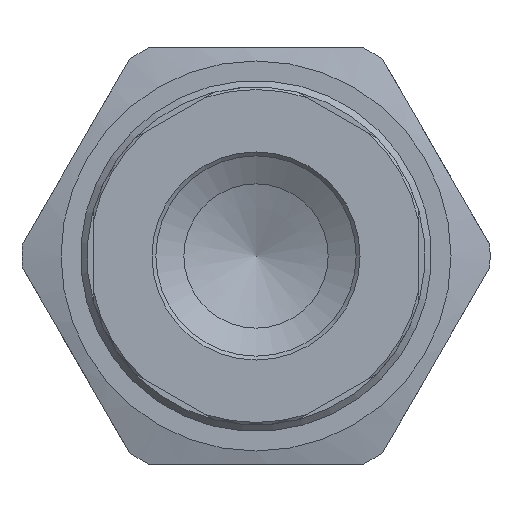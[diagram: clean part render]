
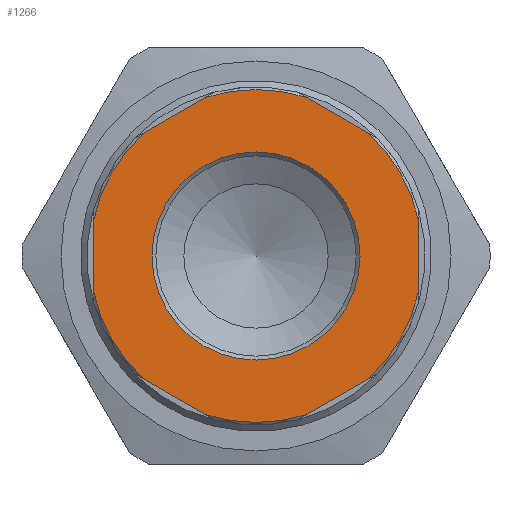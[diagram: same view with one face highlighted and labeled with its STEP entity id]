
A CAD part, left-side view. The second image highlights one B-rep face of the part: STEP entity #1266.
In plain terms, the highlighted planar face has unit normal (-1, 0, 0).
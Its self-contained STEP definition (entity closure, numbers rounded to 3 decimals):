
#58=FACE_BOUND('',#241,.T.);
#79=PLANE('',#1417);
#160=FACE_OUTER_BOUND('',#240,.T.);
#240=EDGE_LOOP('',(#1014,#1015,#1016,#1017,#1018,#1019,#1020,#1021,#1022,
#1023,#1024,#1025));
#241=EDGE_LOOP('',(#1026));
#304=LINE('',#2099,#367);
#308=LINE('',#2124,#371);
#312=LINE('',#2149,#375);
#316=LINE('',#2174,#379);
#320=LINE('',#2199,#383);
#324=LINE('',#2224,#387);
#367=VECTOR('',#1710,10.);
#371=VECTOR('',#1716,10.);
#375=VECTOR('',#1722,10.);
#379=VECTOR('',#1728,10.);
#383=VECTOR('',#1734,10.);
#387=VECTOR('',#1740,10.);
#442=CIRCLE('',#1410,8.);
#443=CIRCLE('',#1418,12.8);
#444=CIRCLE('',#1419,12.8);
#445=CIRCLE('',#1420,12.8);
#446=CIRCLE('',#1421,12.8);
#447=CIRCLE('',#1422,12.8);
#448=CIRCLE('',#1423,12.8);
#532=VERTEX_POINT('',#2072);
#534=VERTEX_POINT('',#2077);
#540=VERTEX_POINT('',#2095);
#542=VERTEX_POINT('',#2102);
#548=VERTEX_POINT('',#2120);
#550=VERTEX_POINT('',#2127);
#556=VERTEX_POINT('',#2145);
#558=VERTEX_POINT('',#2152);
#564=VERTEX_POINT('',#2170);
#566=VERTEX_POINT('',#2177);
#572=VERTEX_POINT('',#2195);
#574=VERTEX_POINT('',#2202);
#580=VERTEX_POINT('',#2220);
#684=EDGE_CURVE('',#532,#532,#442,.T.);
#693=EDGE_CURVE('',#534,#540,#304,.T.);
#701=EDGE_CURVE('',#542,#548,#308,.T.);
#709=EDGE_CURVE('',#550,#556,#312,.T.);
#717=EDGE_CURVE('',#558,#564,#316,.T.);
#725=EDGE_CURVE('',#566,#572,#320,.T.);
#733=EDGE_CURVE('',#574,#580,#324,.T.);
#734=EDGE_CURVE('',#542,#540,#443,.T.);
#735=EDGE_CURVE('',#550,#548,#444,.T.);
#736=EDGE_CURVE('',#558,#556,#445,.T.);
#737=EDGE_CURVE('',#566,#564,#446,.T.);
#738=EDGE_CURVE('',#574,#572,#447,.T.);
#739=EDGE_CURVE('',#534,#580,#448,.T.);
#1014=ORIENTED_EDGE('',*,*,#693,.T.);
#1015=ORIENTED_EDGE('',*,*,#734,.F.);
#1016=ORIENTED_EDGE('',*,*,#701,.T.);
#1017=ORIENTED_EDGE('',*,*,#735,.F.);
#1018=ORIENTED_EDGE('',*,*,#709,.T.);
#1019=ORIENTED_EDGE('',*,*,#736,.F.);
#1020=ORIENTED_EDGE('',*,*,#717,.T.);
#1021=ORIENTED_EDGE('',*,*,#737,.F.);
#1022=ORIENTED_EDGE('',*,*,#725,.T.);
#1023=ORIENTED_EDGE('',*,*,#738,.F.);
#1024=ORIENTED_EDGE('',*,*,#733,.T.);
#1025=ORIENTED_EDGE('',*,*,#739,.F.);
#1026=ORIENTED_EDGE('',*,*,#684,.T.);
#1266=ADVANCED_FACE('',(#160,#58),#79,.T.);
#1410=AXIS2_PLACEMENT_3D('',#2073,#1702,#1703);
#1417=AXIS2_PLACEMENT_3D('',#2225,#1741,#1742);
#1418=AXIS2_PLACEMENT_3D('',#2226,#1743,#1744);
#1419=AXIS2_PLACEMENT_3D('',#2227,#1745,#1746);
#1420=AXIS2_PLACEMENT_3D('',#2228,#1747,#1748);
#1421=AXIS2_PLACEMENT_3D('',#2229,#1749,#1750);
#1422=AXIS2_PLACEMENT_3D('',#2230,#1751,#1752);
#1423=AXIS2_PLACEMENT_3D('',#2231,#1753,#1754);
#1702=DIRECTION('center_axis',(1.,0.,0.));
#1703=DIRECTION('ref_axis',(0.,-1.,0.));
#1710=DIRECTION('',(0.,0.866,-0.5));
#1716=DIRECTION('',(0.,0.,-1.));
#1722=DIRECTION('',(0.,-0.866,-0.5));
#1728=DIRECTION('',(0.,-0.866,0.5));
#1734=DIRECTION('',(0.,0.,1.));
#1740=DIRECTION('',(0.,0.866,0.5));
#1741=DIRECTION('center_axis',(-1.,0.,0.));
#1742=DIRECTION('ref_axis',(0.,0.,1.));
#1743=DIRECTION('center_axis',(1.,0.,0.));
#1744=DIRECTION('ref_axis',(0.,-1.,0.));
#1745=DIRECTION('center_axis',(1.,0.,0.));
#1746=DIRECTION('ref_axis',(0.,-1.,0.));
#1747=DIRECTION('center_axis',(1.,0.,0.));
#1748=DIRECTION('ref_axis',(0.,-1.,0.));
#1749=DIRECTION('center_axis',(1.,0.,0.));
#1750=DIRECTION('ref_axis',(0.,-1.,0.));
#1751=DIRECTION('center_axis',(1.,0.,0.));
#1752=DIRECTION('ref_axis',(0.,-1.,0.));
#1753=DIRECTION('center_axis',(1.,0.,0.));
#1754=DIRECTION('ref_axis',(0.,-1.,0.));
#2072=CARTESIAN_POINT('',(0.,8.,0.));
#2073=CARTESIAN_POINT('Origin',(0.,0.,0.));
#2077=CARTESIAN_POINT('',(0.,3.864,12.203));
#2095=CARTESIAN_POINT('',(0.,8.636,9.448));
#2099=CARTESIAN_POINT('',(0.,3.125,12.63));
#2102=CARTESIAN_POINT('',(0.,12.5,2.755));
#2120=CARTESIAN_POINT('',(0.,12.5,-2.755));
#2124=CARTESIAN_POINT('',(0.,12.5,3.608));
#2127=CARTESIAN_POINT('',(0.,8.636,-9.448));
#2145=CARTESIAN_POINT('',(0.,3.864,-12.203));
#2149=CARTESIAN_POINT('',(0.,9.375,-9.021));
#2152=CARTESIAN_POINT('',(0.,-3.864,-12.203));
#2170=CARTESIAN_POINT('',(0.,-8.636,-9.448));
#2174=CARTESIAN_POINT('',(0.,-3.125,-12.63));
#2177=CARTESIAN_POINT('',(0.,-12.5,-2.755));
#2195=CARTESIAN_POINT('',(0.,-12.5,2.755));
#2199=CARTESIAN_POINT('',(0.,-12.5,-3.608));
#2202=CARTESIAN_POINT('',(0.,-8.636,9.448));
#2220=CARTESIAN_POINT('',(0.,-3.864,12.203));
#2224=CARTESIAN_POINT('',(0.,-9.375,9.021));
#2225=CARTESIAN_POINT('Origin',(0.,0.,0.));
#2226=CARTESIAN_POINT('Origin',(0.,0.,0.));
#2227=CARTESIAN_POINT('Origin',(0.,0.,0.));
#2228=CARTESIAN_POINT('Origin',(0.,0.,0.));
#2229=CARTESIAN_POINT('Origin',(0.,0.,0.));
#2230=CARTESIAN_POINT('Origin',(0.,0.,0.));
#2231=CARTESIAN_POINT('Origin',(0.,0.,0.));
